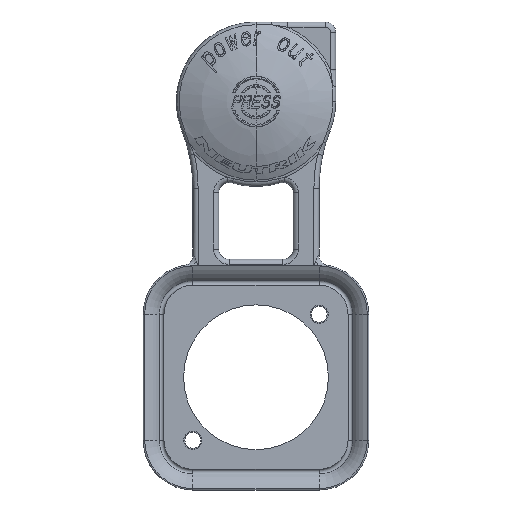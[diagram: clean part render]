
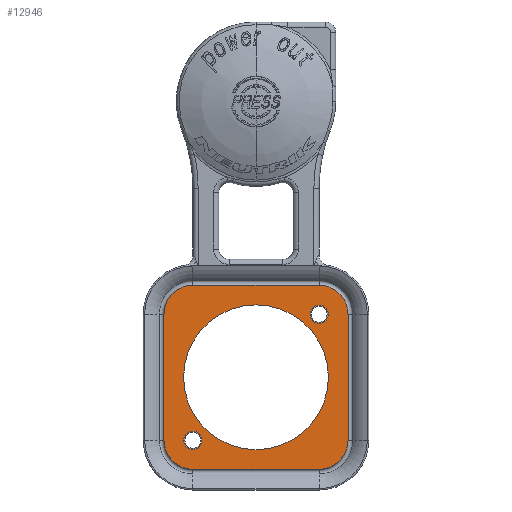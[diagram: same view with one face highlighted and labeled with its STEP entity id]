
A CAD part, top view. The second image highlights one B-rep face of the part: STEP entity #12946.
In plain terms, the highlighted planar face has unit normal (0, 0, 1).
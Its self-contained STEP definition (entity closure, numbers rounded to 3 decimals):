
#111=CARTESIAN_POINT('',(12.2,12.2,1.));
#112=DIRECTION('',(0.,0.,-1.));
#113=DIRECTION('',(1.,0.,0.));
#114=AXIS2_PLACEMENT_3D('',#111,#112,#113);
#116=CARTESIAN_POINT('',(12.2,12.2,1.));
#117=DIRECTION('',(0.,0.,-1.));
#118=DIRECTION('',(-1.,0.,0.));
#119=AXIS2_PLACEMENT_3D('',#116,#117,#118);
#121=CARTESIAN_POINT('',(-12.2,-12.2,1.));
#122=DIRECTION('',(0.,0.,-1.));
#123=DIRECTION('',(1.,0.,0.));
#124=AXIS2_PLACEMENT_3D('',#121,#122,#123);
#126=CARTESIAN_POINT('',(-12.2,-12.2,1.));
#127=DIRECTION('',(0.,0.,-1.));
#128=DIRECTION('',(-1.,0.,0.));
#129=AXIS2_PLACEMENT_3D('',#126,#127,#128);
#131=CARTESIAN_POINT('',(0.,0.,1.));
#132=DIRECTION('',(0.,0.,-1.));
#133=DIRECTION('',(1.,0.,0.));
#134=AXIS2_PLACEMENT_3D('',#131,#132,#133);
#136=CARTESIAN_POINT('',(0.,0.,1.));
#137=DIRECTION('',(0.,0.,-1.));
#138=DIRECTION('',(-1.,0.,0.));
#139=AXIS2_PLACEMENT_3D('',#136,#137,#138);
#141=CARTESIAN_POINT('',(12.2,12.2,1.));
#142=DIRECTION('',(0.,0.,1.));
#143=DIRECTION('',(1.,0.,0.));
#144=AXIS2_PLACEMENT_3D('',#141,#142,#143);
#146=DIRECTION('',(0.,1.,0.));
#147=VECTOR('',#146,24.4);
#148=CARTESIAN_POINT('',(17.8,-12.2,1.));
#149=LINE('',#148,#147);
#150=CARTESIAN_POINT('',(12.2,-12.2,1.));
#151=DIRECTION('',(0.,0.,1.));
#152=DIRECTION('',(0.,-1.,0.));
#153=AXIS2_PLACEMENT_3D('',#150,#151,#152);
#155=DIRECTION('',(1.,0.,0.));
#156=VECTOR('',#155,24.4);
#157=CARTESIAN_POINT('',(-12.2,-17.8,1.));
#158=LINE('',#157,#156);
#159=CARTESIAN_POINT('',(-12.2,-12.2,1.));
#160=DIRECTION('',(0.,0.,1.));
#161=DIRECTION('',(-1.,0.,0.));
#162=AXIS2_PLACEMENT_3D('',#159,#160,#161);
#164=DIRECTION('',(0.,-1.,0.));
#165=VECTOR('',#164,24.4);
#166=CARTESIAN_POINT('',(-17.8,12.2,1.));
#167=LINE('',#166,#165);
#168=CARTESIAN_POINT('',(-12.2,12.2,1.));
#169=DIRECTION('',(0.,0.,1.));
#170=DIRECTION('',(0.,1.,0.));
#171=AXIS2_PLACEMENT_3D('',#168,#169,#170);
#310=DIRECTION('',(-1.,0.,0.));
#311=VECTOR('',#310,24.4);
#312=CARTESIAN_POINT('',(12.2,17.8,1.));
#313=LINE('',#312,#311);
#10316=CARTESIAN_POINT('',(13.95,12.2,1.));
#10317=CARTESIAN_POINT('',(10.45,12.2,1.));
#10318=VERTEX_POINT('',#10316);
#10319=VERTEX_POINT('',#10317);
#10320=CARTESIAN_POINT('',(-10.45,-12.2,1.));
#10321=CARTESIAN_POINT('',(-13.95,-12.2,1.));
#10322=VERTEX_POINT('',#10320);
#10323=VERTEX_POINT('',#10321);
#10328=CARTESIAN_POINT('',(14.,0.,1.));
#10329=CARTESIAN_POINT('',(-14.,0.,1.));
#10330=VERTEX_POINT('',#10328);
#10331=VERTEX_POINT('',#10329);
#10396=CARTESIAN_POINT('',(-12.2,17.8,1.));
#10397=CARTESIAN_POINT('',(-17.8,12.2,1.));
#10398=VERTEX_POINT('',#10396);
#10399=VERTEX_POINT('',#10397);
#10400=CARTESIAN_POINT('',(-17.8,-12.2,1.));
#10401=VERTEX_POINT('',#10400);
#10402=CARTESIAN_POINT('',(-12.2,-17.8,1.));
#10403=VERTEX_POINT('',#10402);
#10404=CARTESIAN_POINT('',(12.2,-17.8,1.));
#10405=VERTEX_POINT('',#10404);
#10406=CARTESIAN_POINT('',(17.8,-12.2,1.));
#10407=VERTEX_POINT('',#10406);
#10408=CARTESIAN_POINT('',(17.8,12.2,1.));
#10409=VERTEX_POINT('',#10408);
#10410=CARTESIAN_POINT('',(12.2,17.8,1.));
#10411=VERTEX_POINT('',#10410);
#12907=CARTESIAN_POINT('',(0.,0.,1.));
#12908=DIRECTION('',(0.,0.,1.));
#12909=DIRECTION('',(1.,0.,0.));
#12910=AXIS2_PLACEMENT_3D('',#12907,#12908,#12909);
#12911=PLANE('',#12910);
#12913=ORIENTED_EDGE('',*,*,#12912,.F.);
#12915=ORIENTED_EDGE('',*,*,#12914,.F.);
#12917=ORIENTED_EDGE('',*,*,#12916,.F.);
#12919=ORIENTED_EDGE('',*,*,#12918,.F.);
#12921=ORIENTED_EDGE('',*,*,#12920,.F.);
#12923=ORIENTED_EDGE('',*,*,#12922,.F.);
#12925=ORIENTED_EDGE('',*,*,#12924,.F.);
#12927=ORIENTED_EDGE('',*,*,#12926,.F.);
#12928=EDGE_LOOP('',(#12913,#12915,#12917,#12919,#12921,#12923,#12925,#12927));
#12929=FACE_OUTER_BOUND('',#12928,.F.);
#12931=ORIENTED_EDGE('',*,*,#12930,.F.);
#12933=ORIENTED_EDGE('',*,*,#12932,.F.);
#12934=EDGE_LOOP('',(#12931,#12933));
#12935=FACE_BOUND('',#12934,.F.);
#12936=ORIENTED_EDGE('',*,*,#12887,.F.);
#12937=ORIENTED_EDGE('',*,*,#12901,.F.);
#12938=EDGE_LOOP('',(#12936,#12937));
#12939=FACE_BOUND('',#12938,.F.);
#12941=ORIENTED_EDGE('',*,*,#12940,.F.);
#12943=ORIENTED_EDGE('',*,*,#12942,.F.);
#12944=EDGE_LOOP('',(#12941,#12943));
#12945=FACE_BOUND('',#12944,.F.);
#12946=ADVANCED_FACE('',(#12929,#12935,#12939,#12945),#12911,.T.);
#115=CIRCLE('',#114,1.75);
#120=CIRCLE('',#119,1.75);
#125=CIRCLE('',#124,1.75);
#130=CIRCLE('',#129,1.75);
#135=CIRCLE('',#134,14.);
#140=CIRCLE('',#139,14.);
#145=CIRCLE('',#144,5.6);
#154=CIRCLE('',#153,5.6);
#163=CIRCLE('',#162,5.6);
#172=CIRCLE('',#171,5.6);
#12887=EDGE_CURVE('',#10330,#10331,#135,.T.);
#12901=EDGE_CURVE('',#10331,#10330,#140,.T.);
#12912=EDGE_CURVE('',#10411,#10398,#313,.T.);
#12914=EDGE_CURVE('',#10409,#10411,#145,.T.);
#12916=EDGE_CURVE('',#10407,#10409,#149,.T.);
#12918=EDGE_CURVE('',#10405,#10407,#154,.T.);
#12920=EDGE_CURVE('',#10403,#10405,#158,.T.);
#12922=EDGE_CURVE('',#10401,#10403,#163,.T.);
#12924=EDGE_CURVE('',#10399,#10401,#167,.T.);
#12926=EDGE_CURVE('',#10398,#10399,#172,.T.);
#12930=EDGE_CURVE('',#10322,#10323,#125,.T.);
#12932=EDGE_CURVE('',#10323,#10322,#130,.T.);
#12940=EDGE_CURVE('',#10318,#10319,#115,.T.);
#12942=EDGE_CURVE('',#10319,#10318,#120,.T.);
